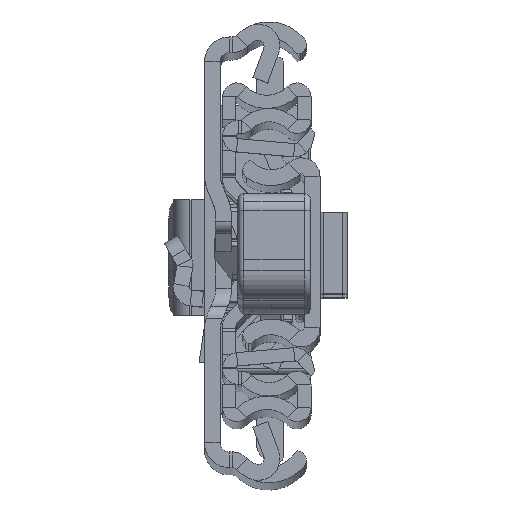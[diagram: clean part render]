
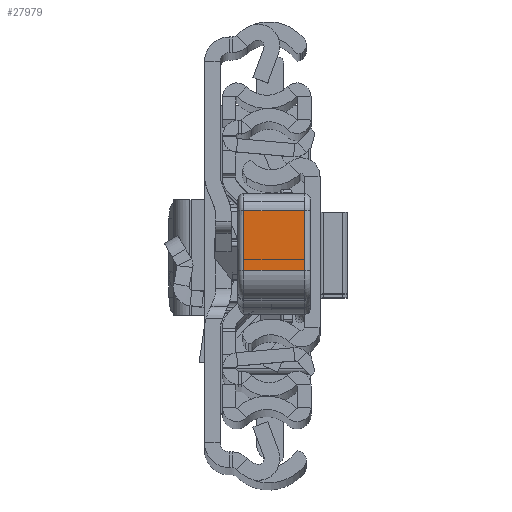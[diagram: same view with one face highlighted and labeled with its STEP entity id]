
A CAD part, top view. The second image highlights one B-rep face of the part: STEP entity #27979.
In plain terms, the highlighted face is planar.
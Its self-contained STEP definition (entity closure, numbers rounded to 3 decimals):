
#460 = VERTEX_POINT ( 'NONE', #36096 ) ;
#462 = DIRECTION ( 'NONE',  ( -0.027, -1., 0. ) ) ;
#1714 = VECTOR ( 'NONE', #25489, 1000. ) ;
#1992 = VERTEX_POINT ( 'NONE', #6794 ) ;
#2390 = CARTESIAN_POINT ( 'NONE',  ( 39.55, -12.274, 0. ) ) ;
#3668 = ORIENTED_EDGE ( 'NONE', *, *, #20314, .F. ) ;
#4884 = LINE ( 'NONE', #13729, #1714 ) ;
#4989 = VERTEX_POINT ( 'NONE', #30395 ) ;
#6616 = CARTESIAN_POINT ( 'NONE',  ( 39.55, -12.274, -11. ) ) ;
#6768 = VECTOR ( 'NONE', #462, 1000. ) ;
#6794 = CARTESIAN_POINT ( 'NONE',  ( 39.55, -12.274, -10. ) ) ;
#7144 = EDGE_CURVE ( 'NONE', #4989, #460, #4884, .T. ) ;
#10415 = ORIENTED_EDGE ( 'NONE', *, *, #16238, .F. ) ;
#11232 = VERTEX_POINT ( 'NONE', #18565 ) ;
#13165 = EDGE_CURVE ( 'NONE', #460, #1992, #23538, .T. ) ;
#13729 = CARTESIAN_POINT ( 'NONE',  ( 39.818, -2.465, -11. ) ) ;
#14566 = LINE ( 'NONE', #6616, #14612 ) ;
#14612 = VECTOR ( 'NONE', #29013, 1000. ) ;
#15059 = CARTESIAN_POINT ( 'NONE',  ( 39.55, -12.274, -10. ) ) ;
#16238 = EDGE_CURVE ( 'NONE', #11232, #4989, #36823, .T. ) ;
#18565 = CARTESIAN_POINT ( 'NONE',  ( 39.55, -12.274, 0. ) ) ;
#20314 = EDGE_CURVE ( 'NONE', #1992, #11232, #14566, .T. ) ;
#23538 = LINE ( 'NONE', #15059, #6768 ) ;
#24525 = ORIENTED_EDGE ( 'NONE', *, *, #13165, .F. ) ;
#25489 = DIRECTION ( 'NONE',  ( 0., 0., -1. ) ) ;
#25533 = FACE_OUTER_BOUND ( 'NONE', #30366, .T. ) ;
#25880 = DIRECTION ( 'NONE',  ( 0.027, 1., 0. ) ) ;
#25884 = ORIENTED_EDGE ( 'NONE', *, *, #7144, .F. ) ;
#26845 = DIRECTION ( 'NONE',  ( -1., 0.027, 0. ) ) ;
#27979 = ADVANCED_FACE ( 'NONE', ( #25533 ), #37237, .F. ) ;
#29013 = DIRECTION ( 'NONE',  ( 0., 0., 1. ) ) ;
#30366 = EDGE_LOOP ( 'NONE', ( #3668, #24525, #25884, #10415 ) ) ;
#30395 = CARTESIAN_POINT ( 'NONE',  ( 39.818, -2.465, 0. ) ) ;
#33587 = AXIS2_PLACEMENT_3D ( 'NONE', #37795, #26845, #34900 ) ;
#34900 = DIRECTION ( 'NONE',  ( -0.027, -1., 0. ) ) ;
#36096 = CARTESIAN_POINT ( 'NONE',  ( 39.818, -2.465, -10. ) ) ;
#36823 = LINE ( 'NONE', #2390, #37582 ) ;
#37237 = PLANE ( 'NONE',  #33587 ) ;
#37582 = VECTOR ( 'NONE', #25880, 1000. ) ;
#37795 = CARTESIAN_POINT ( 'NONE',  ( 39.55, -12.274, -11. ) ) ;
